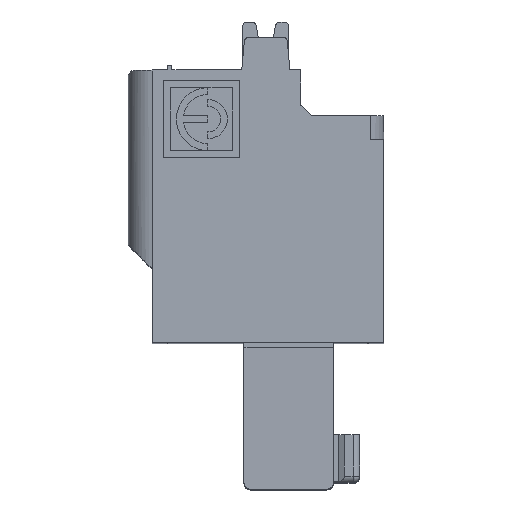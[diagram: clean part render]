
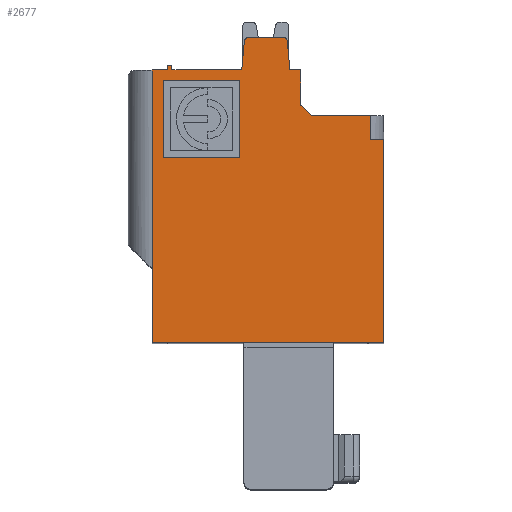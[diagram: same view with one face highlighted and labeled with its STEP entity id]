
A CAD part, top view. The second image highlights one B-rep face of the part: STEP entity #2677.
In plain terms, the highlighted planar face has unit normal (0, 0, 1).
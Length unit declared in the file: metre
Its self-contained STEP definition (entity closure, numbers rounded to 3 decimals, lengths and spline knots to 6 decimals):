
#2677=ADVANCED_FACE('',(#6193,#6194),#6195,.F.);
#3177=EDGE_CURVE('',#6971,#6955,#6972,.T.);
#6193=FACE_BOUND('',#10475,.T.);
#6194=FACE_OUTER_BOUND('',#10476,.T.);
#6195=PLANE('',#10477);
#6680=VERTEX_POINT('',#11455);
#6737=VERTEX_POINT('',#11544);
#6754=VERTEX_POINT('',#11569);
#6769=VERTEX_POINT('',#11594);
#6772=VERTEX_POINT('',#11599);
#6776=VERTEX_POINT('',#11605);
#6790=VERTEX_POINT('',#11625);
#6907=VERTEX_POINT('',#11875);
#6955=VERTEX_POINT('',#11954);
#6971=VERTEX_POINT('',#11982);
#6972=LINE('',#11983,#11984);
#8546=VERTEX_POINT('',#15412);
#10475=EDGE_LOOP('',(#21108,#21109,#21110,#21111));
#10476=EDGE_LOOP('',(#21112,#21113,#21114,#21115,#21116,#21117,#21118,#21119,#21120,#21121,#21122,#21123,#21124,#21125,#21126,#21127,#21128,#21129,#21130));
#10477=AXIS2_PLACEMENT_3D('',#21131,#21132,#21133);
#11455=CARTESIAN_POINT('',(0.0607,0.0127,-0.20713));
#11544=CARTESIAN_POINT('',(0.0607,0.0125,-0.20713));
#11569=CARTESIAN_POINT('',(0.064215,0.013817,-0.20713));
#11594=CARTESIAN_POINT('',(0.0641,0.0125,-0.20713));
#11599=CARTESIAN_POINT('',(0.0609,0.0125,-0.20713));
#11605=CARTESIAN_POINT('',(0.0609,0.0127,-0.20713));
#11625=CARTESIAN_POINT('',(0.066185,0.013817,-0.20713));
#11875=CARTESIAN_POINT('',(0.07,0.0093,-0.20713));
#11954=CARTESIAN_POINT('',(0.0706,0.0093,-0.20713));
#11982=CARTESIAN_POINT('',(0.0706,0.,-0.20713));
#11983=CARTESIAN_POINT('',(0.0706,0.,-0.20713));
#11984=VECTOR('',#21703,1.0);
#15412=CARTESIAN_POINT('',(0.0663,0.0125,-0.20713));
#21108=ORIENTED_EDGE('',*,*,#22688,.T.);
#21109=ORIENTED_EDGE('',*,*,#22746,.T.);
#21110=ORIENTED_EDGE('',*,*,#23897,.T.);
#21111=ORIENTED_EDGE('',*,*,#23898,.T.);
#21112=ORIENTED_EDGE('',*,*,#23867,.T.);
#21113=ORIENTED_EDGE('',*,*,#22455,.T.);
#21114=ORIENTED_EDGE('',*,*,#23899,.F.);
#21115=ORIENTED_EDGE('',*,*,#23900,.T.);
#21116=ORIENTED_EDGE('',*,*,#22656,.T.);
#21117=ORIENTED_EDGE('',*,*,#23901,.T.);
#21118=ORIENTED_EDGE('',*,*,#22601,.T.);
#21119=ORIENTED_EDGE('',*,*,#22605,.T.);
#21120=ORIENTED_EDGE('',*,*,#23902,.F.);
#21121=ORIENTED_EDGE('',*,*,#22632,.T.);
#21122=ORIENTED_EDGE('',*,*,#23903,.F.);
#21123=ORIENTED_EDGE('',*,*,#22572,.F.);
#21124=ORIENTED_EDGE('',*,*,#22650,.F.);
#21125=ORIENTED_EDGE('',*,*,#23895,.F.);
#21126=ORIENTED_EDGE('',*,*,#22439,.T.);
#21127=ORIENTED_EDGE('',*,*,#3177,.T.);
#21128=ORIENTED_EDGE('',*,*,#22776,.F.);
#21129=ORIENTED_EDGE('',*,*,#22753,.F.);
#21130=ORIENTED_EDGE('',*,*,#23864,.F.);
#21131=CARTESIAN_POINT('',(0.074572,0.033759,-0.20713));
#21132=DIRECTION('',(0.0,0.,-1.0));
#21133=DIRECTION('',(-1.0,0.0,0.0));
#21703=DIRECTION('',(0.0,1.0,0.));
#22439=EDGE_CURVE('',#24075,#6971,#24078,.T.);
#22455=EDGE_CURVE('',#24108,#24106,#24109,.T.);
#22572=EDGE_CURVE('',#6737,#6680,#24252,.T.);
#22601=EDGE_CURVE('',#24297,#6754,#24298,.T.);
#22605=EDGE_CURVE('',#6754,#6769,#24302,.T.);
#22632=EDGE_CURVE('',#6772,#6776,#24340,.T.);
#22650=EDGE_CURVE('',#24358,#6737,#24360,.T.);
#22656=EDGE_CURVE('',#6790,#24365,#24367,.T.);
#22688=EDGE_CURVE('',#24418,#24416,#24419,.T.);
#22746=EDGE_CURVE('',#24416,#24484,#24486,.T.);
#22753=EDGE_CURVE('',#24492,#6907,#24494,.T.);
#22776=EDGE_CURVE('',#6907,#6955,#24519,.T.);
#23864=EDGE_CURVE('',#25863,#24492,#25865,.T.);
#23867=EDGE_CURVE('',#25863,#24108,#25868,.T.);
#23895=EDGE_CURVE('',#24075,#24358,#25896,.T.);
#23897=EDGE_CURVE('',#24484,#25898,#25899,.T.);
#23898=EDGE_CURVE('',#25898,#24418,#25900,.T.);
#23899=EDGE_CURVE('',#8546,#24106,#25901,.T.);
#23900=EDGE_CURVE('',#8546,#6790,#25902,.T.);
#23901=EDGE_CURVE('',#24365,#24297,#25903,.T.);
#23902=EDGE_CURVE('',#6772,#6769,#25904,.T.);
#23903=EDGE_CURVE('',#6680,#6776,#25905,.T.);
#24075=VERTEX_POINT('',#26145);
#24078=LINE('',#26150,#26151);
#24106=VERTEX_POINT('',#26201);
#24108=VERTEX_POINT('',#26204);
#24109=LINE('',#26205,#26206);
#24252=LINE('',#26415,#26416);
#24297=VERTEX_POINT('',#26477);
#24298=CIRCLE('',#26478,0.0002);
#24302=LINE('',#26483,#26484);
#24340=LINE('',#26537,#26538);
#24358=VERTEX_POINT('',#26567);
#24360=LINE('',#26570,#26571);
#24365=VERTEX_POINT('',#26578);
#24367=CIRCLE('',#26581,0.0002);
#24416=VERTEX_POINT('',#26674);
#24418=VERTEX_POINT('',#26677);
#24419=LINE('',#26678,#26679);
#24484=VERTEX_POINT('',#26769);
#24486=LINE('',#26772,#26773);
#24492=VERTEX_POINT('',#26780);
#24494=LINE('',#26783,#26784);
#24519=LINE('',#26820,#26821);
#25863=VERTEX_POINT('',#28675);
#25865=LINE('',#28678,#28679);
#25868=LINE('',#28682,#28683);
#25896=LINE('',#28712,#28713);
#25898=VERTEX_POINT('',#28715);
#25899=LINE('',#28716,#28717);
#25900=LINE('',#28718,#28719);
#25901=LINE('',#28720,#28721);
#25902=LINE('',#28722,#28723);
#25903=LINE('',#28724,#28725);
#25904=LINE('',#28726,#28727);
#25905=LINE('',#28728,#28729);
#26145=CARTESIAN_POINT('',(0.06,0.,-0.20713));
#26150=CARTESIAN_POINT('',(0.056699,0.,-0.20713));
#26151=VECTOR('',#28917,1.0);
#26201=CARTESIAN_POINT('',(0.066811,0.0125,-0.20713));
#26204=CARTESIAN_POINT('',(0.066811,0.010896,-0.20713));
#26205=CARTESIAN_POINT('',(0.066811,0.033759,-0.20713));
#26206=VECTOR('',#28926,1.0);
#26415=CARTESIAN_POINT('',(0.0607,0.0125,-0.20713));
#26416=VECTOR('',#29017,1.0);
#26477=CARTESIAN_POINT('',(0.064414,0.014,-0.20713));
#26478=AXIS2_PLACEMENT_3D('',#29050,#29051,#29052);
#26483=CARTESIAN_POINT('',(0.064215,0.013817,-0.20713));
#26484=VECTOR('',#29054,1.0);
#26537=CARTESIAN_POINT('',(0.0609,0.0125,-0.20713));
#26538=VECTOR('',#29079,1.0);
#26567=CARTESIAN_POINT('',(0.06,0.0125,-0.20713));
#26570=CARTESIAN_POINT('',(0.06,0.0125,-0.20713));
#26571=VECTOR('',#29104,1.0);
#26578=CARTESIAN_POINT('',(0.065985,0.014,-0.20713));
#26581=AXIS2_PLACEMENT_3D('',#29111,#29112,#29113);
#26674=CARTESIAN_POINT('',(0.064,0.0085,-0.20713));
#26677=CARTESIAN_POINT('',(0.064,0.012,-0.20713));
#26678=CARTESIAN_POINT('',(0.064,0.033759,-0.20713));
#26679=VECTOR('',#29139,1.0);
#26769=CARTESIAN_POINT('',(0.0605,0.0085,-0.20713));
#26772=CARTESIAN_POINT('',(0.074072,0.0085,-0.20713));
#26773=VECTOR('',#29175,1.0);
#26780=CARTESIAN_POINT('',(0.07,0.0104,-0.20713));
#26783=CARTESIAN_POINT('',(0.07,0.0125,-0.20713));
#26784=VECTOR('',#29181,1.0);
#26820=CARTESIAN_POINT('',(0.07,0.0093,-0.20713));
#26821=VECTOR('',#29193,1.0);
#28675=CARTESIAN_POINT('',(0.067307,0.0104,-0.20713));
#28678=CARTESIAN_POINT('',(0.074572,0.0104,-0.20713));
#28679=VECTOR('',#30004,1.0);
#28682=CARTESIAN_POINT('',(0.059267,0.01844,-0.20713));
#28683=VECTOR('',#30008,1.0);
#28712=CARTESIAN_POINT('',(0.06,0.0118,-0.20713));
#28713=VECTOR('',#30037,1.0);
#28715=CARTESIAN_POINT('',(0.0605,0.012,-0.20713));
#28716=CARTESIAN_POINT('',(0.0605,0.033759,-0.20713));
#28717=VECTOR('',#30038,1.0);
#28718=CARTESIAN_POINT('',(0.074072,0.012,-0.20713));
#28719=VECTOR('',#30039,1.0);
#28720=CARTESIAN_POINT('',(0.0663,0.0125,-0.20713));
#28721=VECTOR('',#30040,1.0);
#28722=CARTESIAN_POINT('',(0.0663,0.0125,-0.20713));
#28723=VECTOR('',#30041,1.0);
#28724=CARTESIAN_POINT('',(0.064475,0.014,-0.20713));
#28725=VECTOR('',#30042,1.0);
#28726=CARTESIAN_POINT('',(0.0609,0.0125,-0.20713));
#28727=VECTOR('',#30043,1.0);
#28728=CARTESIAN_POINT('',(0.0607,0.0127,-0.20713));
#28729=VECTOR('',#30044,1.0);
#28917=DIRECTION('',(1.0,0.0,0.0));
#28926=DIRECTION('',(0.,1.0,0.));
#29017=DIRECTION('',(0.0,1.0,0.));
#29050=CARTESIAN_POINT('',(0.064414,0.0138,-0.20713));
#29051=DIRECTION('',(0.0,0.,1.0));
#29052=DIRECTION('',(0.0,1.0,0.));
#29054=DIRECTION('',(-0.087,-0.996,0.));
#29079=DIRECTION('',(0.0,1.0,0.));
#29104=DIRECTION('',(1.0,0.0,0.0));
#29111=CARTESIAN_POINT('',(0.065985,0.0138,-0.20713));
#29112=DIRECTION('',(0.,0.,1.0));
#29113=DIRECTION('',(0.996,0.087,0.));
#29139=DIRECTION('',(0.,-1.0,0.));
#29175=DIRECTION('',(-1.0,0.,0.));
#29181=DIRECTION('',(0.0,-1.0,0.));
#29193=DIRECTION('',(1.0,0.0,0.0));
#30004=DIRECTION('',(1.0,0.,0.));
#30008=DIRECTION('',(-0.707,0.707,0.));
#30037=DIRECTION('',(0.0,1.0,0.));
#30038=DIRECTION('',(0.,1.0,0.));
#30039=DIRECTION('',(1.0,0.,0.));
#30040=DIRECTION('',(1.0,0.0,0.0));
#30041=DIRECTION('',(-0.087,0.996,0.));
#30042=DIRECTION('',(-1.0,-0.0,0.0));
#30043=DIRECTION('',(1.0,0.0,0.0));
#30044=DIRECTION('',(1.0,0.0,0.0));
